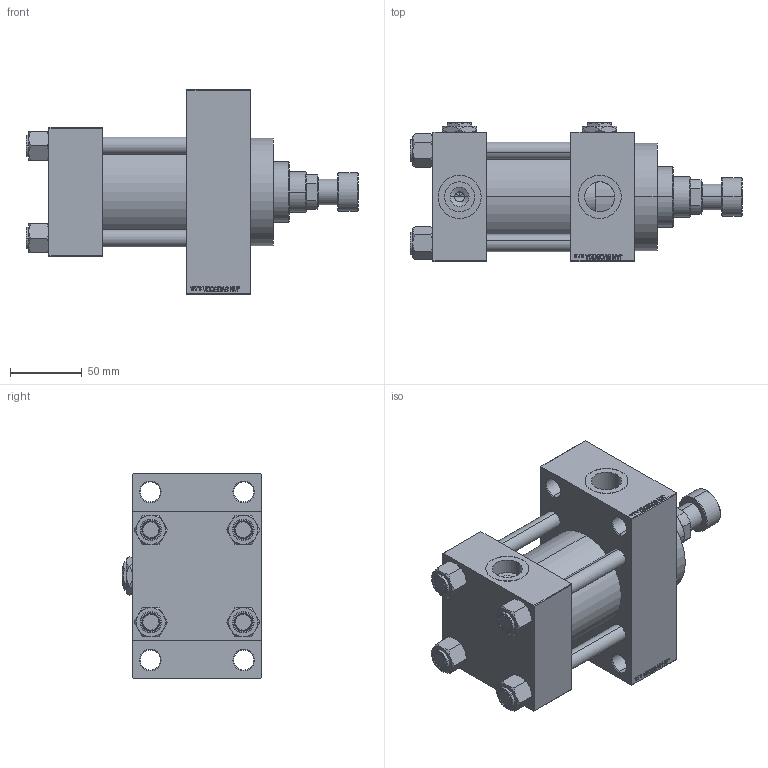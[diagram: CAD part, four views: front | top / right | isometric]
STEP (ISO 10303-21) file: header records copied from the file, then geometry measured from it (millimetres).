
FILE_DESCRIPTION (( 'STEP AP203' ), '1' );
FILE_NAME ('72f2.STEP', '2023-08-23T02:56:53', ( '' ), ( '' ), 'SwSTEP 2.0', 'SolidWorks 2019', '' );
FILE_SCHEMA (( 'CONFIG_CONTROL_DESIGN' ));
Length unit declared in the file: millimetre
Products named in the file (8): V215CR_ROD_END_F a1594ea3f8222c35264a7c871411f7d9; V215CR_D_Body a1594ea3f8222c35264a7c871411f7d9; V215CR_D_TYCINKA a1594ea3f8222c35264a7c871411f7d9; V215_VC_A a1594ea3f8222c35264a7c871411f7d9; V215CR_VCP_D a1594ea3f8222c35264a7c871411f7d9; NUT_M5_D a1594ea3f8222c35264a7c871411f7d9; Zatka_pro_OIL_PORT a1594ea3f8222c35264a7c871411f7d9; 72f2
Assembly tree (14 placements, depth 2):
  72f2
    V215CR_D_Body a1594ea3f8222c35264a7c871411f7d9
    V215CR_VCP_D a1594ea3f8222c35264a7c871411f7d9
    NUT_M5_D a1594ea3f8222c35264a7c871411f7d9  x4
    V215CR_D_TYCINKA a1594ea3f8222c35264a7c871411f7d9  x4
    V215_VC_A a1594ea3f8222c35264a7c871411f7d9
    V215CR_ROD_END_F a1594ea3f8222c35264a7c871411f7d9
    Zatka_pro_OIL_PORT a1594ea3f8222c35264a7c871411f7d9  x2
Bounding box: 231 x 97 x 142 mm (x, y, z)
Volume: 1102292 mm3; surface area: 208198.2 mm2
Topology: 14 solids, 14 shells, 1218 faces, 3012 edges, 1940 vertices
Faces by surface type: plane 549, bspline 368, cone 186, cylinder 103, torus 12
Entity records: 49762 total; most frequent: CARTESIAN_POINT 25786, ORIENTED_EDGE 5324, DIRECTION 3522, EDGE_CURVE 2662, VERTEX_POINT 1738, VECTOR 1558, LINE 1558, EDGE_LOOP 1196
